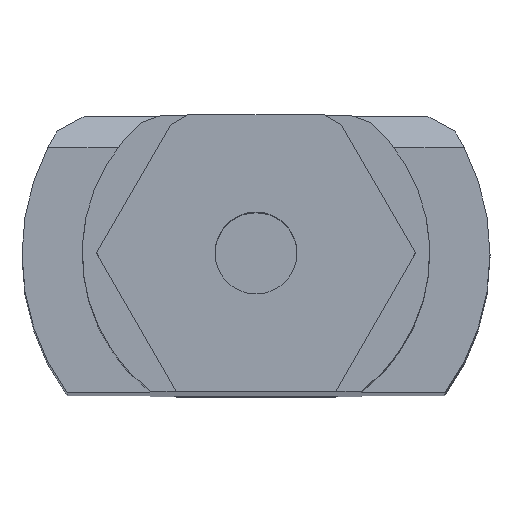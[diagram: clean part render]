
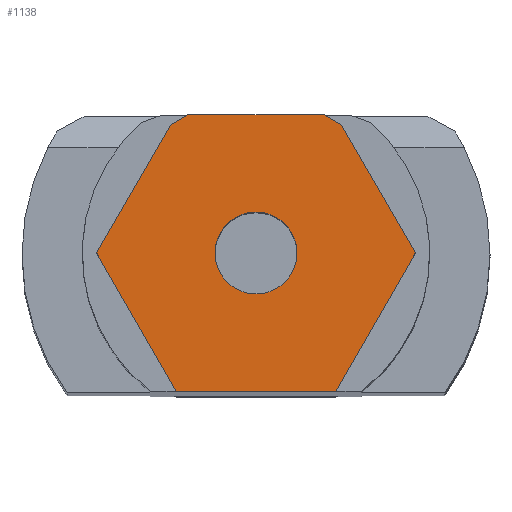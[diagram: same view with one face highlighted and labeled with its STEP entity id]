
A CAD part, top view. The second image highlights one B-rep face of the part: STEP entity #1138.
In plain terms, the highlighted planar face has unit normal (0, 0, 1).
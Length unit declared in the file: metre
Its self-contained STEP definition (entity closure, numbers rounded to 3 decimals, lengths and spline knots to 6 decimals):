
#30=PLANE('',#1231);
#90=LINE('',#1656,#220);
#116=LINE('',#1713,#246);
#152=LINE('',#1804,#282);
#154=LINE('',#1808,#284);
#155=LINE('',#1810,#285);
#157=LINE('',#1814,#287);
#159=LINE('',#1820,#289);
#160=LINE('',#1821,#290);
#220=VECTOR('',#1324,1.);
#246=VECTOR('',#1358,1.);
#282=VECTOR('',#1442,1.);
#284=VECTOR('',#1446,1.);
#285=VECTOR('',#1449,1.);
#287=VECTOR('',#1453,1.);
#289=VECTOR('',#1459,1.);
#290=VECTOR('',#1460,1.);
#479=ORIENTED_EDGE('',*,*,#759,.F.);
#480=ORIENTED_EDGE('',*,*,#707,.T.);
#481=ORIENTED_EDGE('',*,*,#760,.T.);
#482=ORIENTED_EDGE('',*,*,#757,.T.);
#483=ORIENTED_EDGE('',*,*,#755,.T.);
#484=ORIENTED_EDGE('',*,*,#679,.T.);
#485=ORIENTED_EDGE('',*,*,#754,.T.);
#486=ORIENTED_EDGE('',*,*,#752,.T.);
#487=ORIENTED_EDGE('',*,*,#761,.T.);
#679=EDGE_CURVE('',#839,#838,#90,.T.);
#707=EDGE_CURVE('',#866,#865,#116,.T.);
#752=EDGE_CURVE('',#897,#896,#152,.T.);
#754=EDGE_CURVE('',#838,#897,#154,.T.);
#755=EDGE_CURVE('',#898,#839,#155,.T.);
#757=EDGE_CURVE('',#899,#898,#157,.T.);
#759=EDGE_CURVE('',#900,#900,#939,.T.);
#760=EDGE_CURVE('',#865,#899,#159,.F.);
#761=EDGE_CURVE('',#896,#866,#160,.F.);
#838=VERTEX_POINT('',#1655);
#839=VERTEX_POINT('',#1657);
#865=VERTEX_POINT('',#1712);
#866=VERTEX_POINT('',#1714);
#896=VERTEX_POINT('',#1803);
#897=VERTEX_POINT('',#1805);
#898=VERTEX_POINT('',#1811);
#899=VERTEX_POINT('',#1815);
#900=VERTEX_POINT('',#1819);
#939=CIRCLE('',#1232,0.00175);
#980=EDGE_LOOP('',(#479));
#981=EDGE_LOOP('',(#480,#481,#482,#483,#484,#485,#486,#487));
#1058=FACE_BOUND('',#980,.T.);
#1059=FACE_BOUND('',#981,.T.);
#1138=ADVANCED_FACE('',(#1058,#1059),#30,.T.);
#1231=AXIS2_PLACEMENT_3D('',#1817,#1455,#1456);
#1232=AXIS2_PLACEMENT_3D('',#1818,#1457,#1458);
#1324=DIRECTION('',(1.,0.,0.));
#1358=DIRECTION('',(-1.,0.,0.));
#1442=DIRECTION('',(-0.5,0.866,0.));
#1446=DIRECTION('',(0.5,0.866,0.));
#1449=DIRECTION('',(0.5,-0.866,0.));
#1453=DIRECTION('',(-0.5,-0.866,0.));
#1455=DIRECTION('',(0.,0.,1.));
#1456=DIRECTION('',(1.,0.,0.));
#1457=DIRECTION('',(0.,0.,1.));
#1458=DIRECTION('',(1.,0.,0.));
#1459=DIRECTION('',(0.866,0.5,0.));
#1460=DIRECTION('',(0.866,-0.5,0.));
#1655=CARTESIAN_POINT('',(0.003406,-0.0059,0.0735));
#1656=CARTESIAN_POINT('',(0.,-0.0059,0.0735));
#1657=CARTESIAN_POINT('',(-0.003406,-0.0059,0.0735));
#1712=CARTESIAN_POINT('',(-0.002906,0.0059,0.0735));
#1713=CARTESIAN_POINT('',(0.,0.0059,0.0735));
#1714=CARTESIAN_POINT('',(0.002906,0.0059,0.0735));
#1803=CARTESIAN_POINT('',(0.003656,0.005467,0.0735));
#1804=CARTESIAN_POINT('',(0.00511,0.00295,0.0735));
#1805=CARTESIAN_POINT('',(0.006813,0.,0.0735));
#1808=CARTESIAN_POINT('',(0.00511,-0.00295,0.0735));
#1810=CARTESIAN_POINT('',(-0.00511,-0.00295,0.0735));
#1811=CARTESIAN_POINT('',(-0.006813,0.,0.0735));
#1814=CARTESIAN_POINT('',(-0.00511,0.00295,0.0735));
#1815=CARTESIAN_POINT('',(-0.003656,0.005467,0.0735));
#1817=CARTESIAN_POINT('',(0.,0.,0.0735));
#1818=CARTESIAN_POINT('',(0.,0.,0.0735));
#1819=CARTESIAN_POINT('',(0.00175,0.,0.0735));
#1820=CARTESIAN_POINT('',(-0.003281,0.005683,0.0735));
#1821=CARTESIAN_POINT('',(0.003281,0.005683,0.0735));
